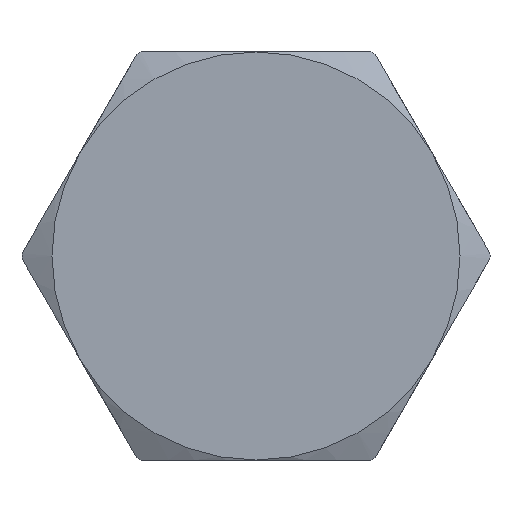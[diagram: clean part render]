
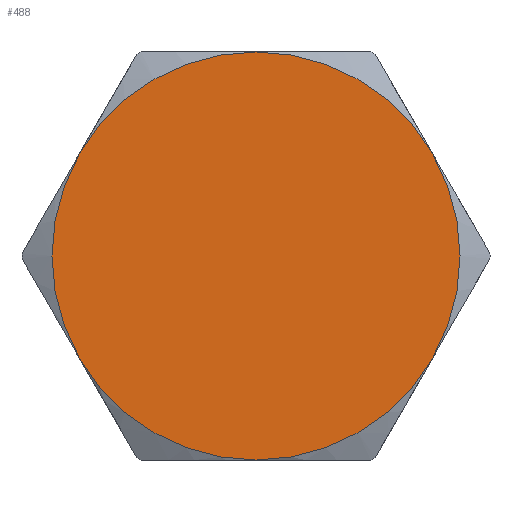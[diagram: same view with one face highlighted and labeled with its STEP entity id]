
A CAD part, left-side view. The second image highlights one B-rep face of the part: STEP entity #488.
In plain terms, the highlighted planar face has unit normal (-1, 0, 0).
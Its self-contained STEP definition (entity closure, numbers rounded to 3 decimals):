
#86=PLANE('',#552);
#128=FACE_OUTER_BOUND('',#165,.T.);
#165=EDGE_LOOP('',(#433,#434,#435,#436,#437,#438));
#188=CIRCLE('',#531,13.95);
#189=CIRCLE('',#533,13.95);
#192=CIRCLE('',#537,13.95);
#193=CIRCLE('',#539,13.95);
#196=CIRCLE('',#543,13.95);
#197=CIRCLE('',#550,13.95);
#226=VERTEX_POINT('',#3722);
#229=VERTEX_POINT('',#3734);
#232=VERTEX_POINT('',#3746);
#235=VERTEX_POINT('',#3758);
#238=VERTEX_POINT('',#3770);
#241=VERTEX_POINT('',#3782);
#300=EDGE_CURVE('',#241,#232,#188,.T.);
#301=EDGE_CURVE('',#232,#235,#189,.T.);
#304=EDGE_CURVE('',#235,#229,#192,.T.);
#305=EDGE_CURVE('',#229,#238,#193,.T.);
#308=EDGE_CURVE('',#238,#226,#196,.T.);
#309=EDGE_CURVE('',#226,#241,#197,.T.);
#433=ORIENTED_EDGE('',*,*,#305,.F.);
#434=ORIENTED_EDGE('',*,*,#304,.F.);
#435=ORIENTED_EDGE('',*,*,#301,.F.);
#436=ORIENTED_EDGE('',*,*,#300,.F.);
#437=ORIENTED_EDGE('',*,*,#309,.F.);
#438=ORIENTED_EDGE('',*,*,#308,.F.);
#488=ADVANCED_FACE('',(#128),#86,.T.);
#531=AXIS2_PLACEMENT_3D('',#3794,#637,#638);
#533=AXIS2_PLACEMENT_3D('',#3796,#641,#642);
#537=AXIS2_PLACEMENT_3D('',#3800,#649,#650);
#539=AXIS2_PLACEMENT_3D('',#3802,#653,#654);
#543=AXIS2_PLACEMENT_3D('',#3806,#661,#662);
#550=AXIS2_PLACEMENT_3D('',#3813,#675,#676);
#552=AXIS2_PLACEMENT_3D('',#3815,#679,#680);
#637=DIRECTION('center_axis',(1.,0.,0.));
#638=DIRECTION('ref_axis',(0.,-1.,0.));
#641=DIRECTION('center_axis',(1.,0.,0.));
#642=DIRECTION('ref_axis',(0.,-1.,0.));
#649=DIRECTION('center_axis',(1.,0.,0.));
#650=DIRECTION('ref_axis',(0.,-1.,0.));
#653=DIRECTION('center_axis',(1.,0.,0.));
#654=DIRECTION('ref_axis',(0.,-1.,0.));
#661=DIRECTION('center_axis',(1.,0.,0.));
#662=DIRECTION('ref_axis',(0.,-1.,0.));
#675=DIRECTION('center_axis',(1.,0.,0.));
#676=DIRECTION('ref_axis',(0.,-1.,0.));
#679=DIRECTION('center_axis',(-1.,0.,0.));
#680=DIRECTION('ref_axis',(0.,0.,1.));
#3722=CARTESIAN_POINT('',(-24.61,0.,13.95));
#3734=CARTESIAN_POINT('',(-24.61,12.081,-6.975));
#3746=CARTESIAN_POINT('',(-24.61,-12.081,-6.975));
#3758=CARTESIAN_POINT('',(-24.61,0.,-13.95));
#3770=CARTESIAN_POINT('',(-24.61,12.081,6.975));
#3782=CARTESIAN_POINT('',(-24.61,-12.081,6.975));
#3794=CARTESIAN_POINT('Origin',(-24.61,0.,0.));
#3796=CARTESIAN_POINT('Origin',(-24.61,0.,0.));
#3800=CARTESIAN_POINT('Origin',(-24.61,0.,0.));
#3802=CARTESIAN_POINT('Origin',(-24.61,0.,0.));
#3806=CARTESIAN_POINT('Origin',(-24.61,0.,0.));
#3813=CARTESIAN_POINT('Origin',(-24.61,0.,0.));
#3815=CARTESIAN_POINT('Origin',(-24.61,16.,0.));
